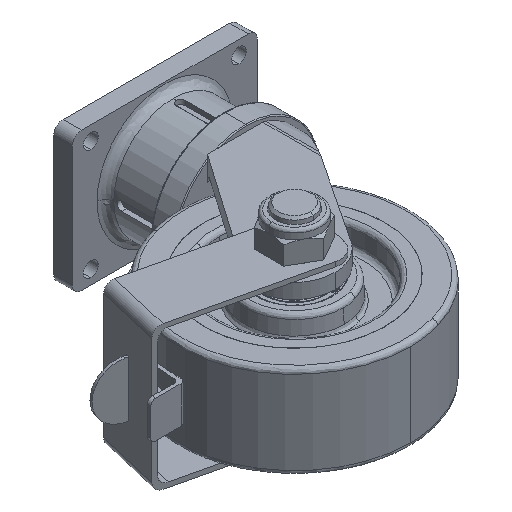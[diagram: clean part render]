
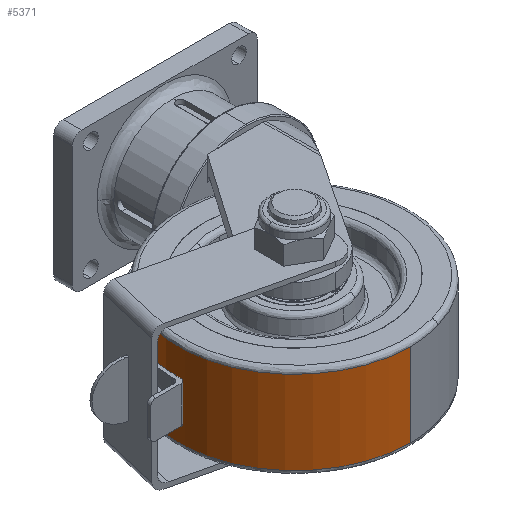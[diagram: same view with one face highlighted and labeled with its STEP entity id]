
A CAD part, isometric view. The second image highlights one B-rep face of the part: STEP entity #5371.
In plain terms, the highlighted cylindrical face has radius 125 mm (diameter 250 mm), a partial arc.
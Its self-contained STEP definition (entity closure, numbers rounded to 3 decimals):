
#88 = ORIENTED_EDGE ( 'NONE', *, *, #6203, .T. ) ;
#307 = CARTESIAN_POINT ( 'NONE',  ( -185., -120., -45. ) ) ;
#470 = CARTESIAN_POINT ( 'NONE',  ( -185., -245., -45. ) ) ;
#565 = ORIENTED_EDGE ( 'NONE', *, *, #15497, .T. ) ;
#1172 = ORIENTED_EDGE ( 'NONE', *, *, #2022, .T. ) ;
#1250 = AXIS2_PLACEMENT_3D ( 'NONE', #11937, #13511, #16588 ) ;
#1911 = CIRCLE ( 'NONE', #10664, 125. ) ;
#2022 = EDGE_CURVE ( 'NONE', #5157, #12042, #15306, .T. ) ;
#2117 = DIRECTION ( 'NONE',  ( 0., 0., -1. ) ) ;
#2311 = DIRECTION ( 'NONE',  ( 0., 0., 1. ) ) ;
#2493 = VERTEX_POINT ( 'NONE', #12787 ) ;
#3297 = CARTESIAN_POINT ( 'NONE',  ( -185., -245., 45. ) ) ;
#3475 = DIRECTION ( 'NONE',  ( 0., 0., 1. ) ) ;
#3613 = VERTEX_POINT ( 'NONE', #16067 ) ;
#3941 = ORIENTED_EDGE ( 'NONE', *, *, #13188, .F. ) ;
#4578 = EDGE_CURVE ( 'NONE', #2493, #17293, #7430, .T. ) ;
#5157 = VERTEX_POINT ( 'NONE', #10479 ) ;
#5213 = DIRECTION ( 'NONE',  ( 0., -1., 0. ) ) ;
#5356 = VECTOR ( 'NONE', #10619, 1000. ) ;
#5371 = ADVANCED_FACE ( 'NONE', ( #7094 ), #7546, .T. ) ;
#6184 = CARTESIAN_POINT ( 'NONE',  ( -185., -120., 82.605 ) ) ;
#6203 = EDGE_CURVE ( 'NONE', #17246, #5157, #1911, .T. ) ;
#6797 = AXIS2_PLACEMENT_3D ( 'NONE', #17614, #10720, #5213 ) ;
#6836 = VECTOR ( 'NONE', #3475, 1000. ) ;
#7094 = FACE_OUTER_BOUND ( 'NONE', #9162, .T. ) ;
#7362 = DIRECTION ( 'NONE',  ( 0., 0., 1. ) ) ;
#7430 = CIRCLE ( 'NONE', #6797, 125. ) ;
#7546 = CYLINDRICAL_SURFACE ( 'NONE', #1250, 125. ) ;
#9162 = EDGE_LOOP ( 'NONE', ( #3941, #88, #1172, #565, #17487, #12346 ) ) ;
#10479 = CARTESIAN_POINT ( 'NONE',  ( -219.486, -124.851, -45. ) ) ;
#10619 = DIRECTION ( 'NONE',  ( 0., 0., 1. ) ) ;
#10664 = AXIS2_PLACEMENT_3D ( 'NONE', #14570, #2311, #10711 ) ;
#10711 = DIRECTION ( 'NONE',  ( 0., -1., 0. ) ) ;
#10720 = DIRECTION ( 'NONE',  ( 0., 0., -1. ) ) ;
#11937 = CARTESIAN_POINT ( 'NONE',  ( -185., -245., 82.605 ) ) ;
#12042 = VERTEX_POINT ( 'NONE', #16076 ) ;
#12346 = ORIENTED_EDGE ( 'NONE', *, *, #4578, .T. ) ;
#12787 = CARTESIAN_POINT ( 'NONE',  ( -219.486, -124.851, 45. ) ) ;
#13188 = EDGE_CURVE ( 'NONE', #17246, #17293, #14214, .T. ) ;
#13511 = DIRECTION ( 'NONE',  ( 0., 0., 1. ) ) ;
#14214 = LINE ( 'NONE', #6184, #6836 ) ;
#14273 = AXIS2_PLACEMENT_3D ( 'NONE', #3297, #2117, #17215 ) ;
#14570 = CARTESIAN_POINT ( 'NONE',  ( -185., -245., -45. ) ) ;
#14727 = EDGE_CURVE ( 'NONE', #3613, #2493, #15160, .T. ) ;
#14773 = CARTESIAN_POINT ( 'NONE',  ( -185., -370., 82.605 ) ) ;
#15160 = CIRCLE ( 'NONE', #14273, 125. ) ;
#15306 = CIRCLE ( 'NONE', #16953, 125. ) ;
#15497 = EDGE_CURVE ( 'NONE', #12042, #3613, #16025, .T. ) ;
#15686 = DIRECTION ( 'NONE',  ( 0., -1., 0. ) ) ;
#16025 = LINE ( 'NONE', #14773, #5356 ) ;
#16067 = CARTESIAN_POINT ( 'NONE',  ( -185., -370., 45. ) ) ;
#16076 = CARTESIAN_POINT ( 'NONE',  ( -185., -370., -45. ) ) ;
#16588 = DIRECTION ( 'NONE',  ( 0., -1., 0. ) ) ;
#16953 = AXIS2_PLACEMENT_3D ( 'NONE', #470, #7362, #15686 ) ;
#17215 = DIRECTION ( 'NONE',  ( 0., -1., 0. ) ) ;
#17237 = CARTESIAN_POINT ( 'NONE',  ( -185., -120., 45. ) ) ;
#17246 = VERTEX_POINT ( 'NONE', #307 ) ;
#17293 = VERTEX_POINT ( 'NONE', #17237 ) ;
#17487 = ORIENTED_EDGE ( 'NONE', *, *, #14727, .T. ) ;
#17614 = CARTESIAN_POINT ( 'NONE',  ( -185., -245., 45. ) ) ;
